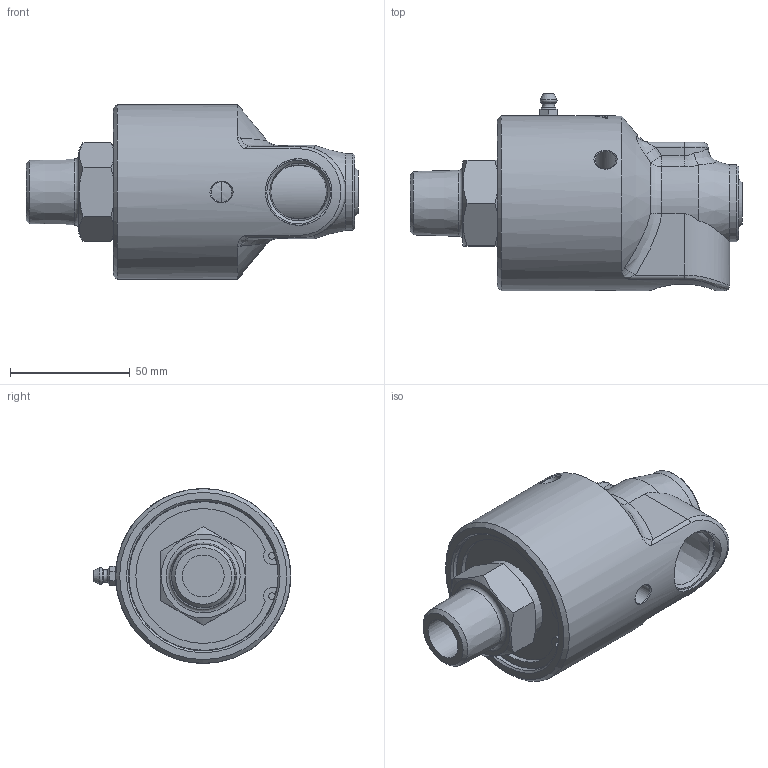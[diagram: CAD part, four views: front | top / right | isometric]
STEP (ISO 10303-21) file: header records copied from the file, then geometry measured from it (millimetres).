
FILE_DESCRIPTION(/* description */ (''),/* implementation_level */ '2;1');
FILE_NAME(/* name */ '255-900-717-IC.stp',/* time_stamp */ '2020-05-19T14:31:31-05:00',/* author */ ('GALINDOLM'),/* organization */ (''),/* preprocessor_version */ 'ST-DEVELOPER v18',/* originating_system */ 'Autodesk Inventor 2020',/* authorisation */ '');
FILE_SCHEMA (('AUTOMOTIVE_DESIGN { 1 0 10303 214 3 1 1 }'));
Products named in the file (1): 255-900-717-IC
Bounding box: 138.6 x 82.38 x 73 mm (x, y, z)
Volume: 305109.5 mm3; surface area: 39723.6 mm2
Topology: 1 solids, 1 shells, 413 faces, 1095 edges, 725 vertices
Faces by surface type: bspline 183, plane 128, cylinder 65, cone 29, torus 6, sphere 2
Full cylindrical faces by diameter (mm): 2.794 x2, 6.325 x1, 8.6 x3, 17.5 x1, 27.8 x1, 32 x1, 35 x1, 62.5 x1, 73 x1
Entity records: 50288 total; most frequent: CARTESIAN_POINT 40704, ORIENTED_EDGE 2190, DIRECTION 1547, EDGE_CURVE 1095, VERTEX_POINT 725, AXIS2_PLACEMENT_3D 571, EDGE_LOOP 454, FACE_OUTER_BOUND 413
